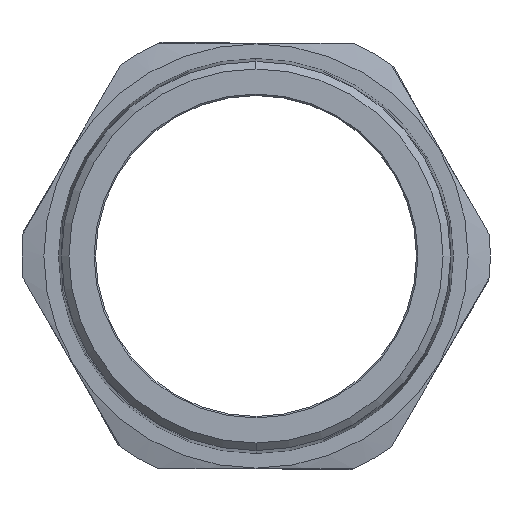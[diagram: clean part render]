
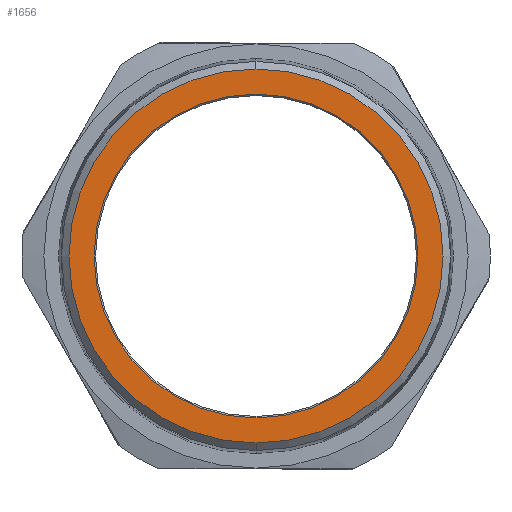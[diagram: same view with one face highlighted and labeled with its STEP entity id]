
A CAD part, left-side view. The second image highlights one B-rep face of the part: STEP entity #1656.
In plain terms, the highlighted planar face has unit normal (-1, 0, 0).
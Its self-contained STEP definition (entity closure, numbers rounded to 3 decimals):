
#103 = VERTEX_POINT ( 'NONE', #2926 ) ;
#339 = AXIS2_PLACEMENT_3D ( 'NONE', #1935, #2997, #4424 ) ;
#421 = DIRECTION ( 'NONE',  ( -1., 0., 0. ) ) ;
#461 = EDGE_CURVE ( 'NONE', #1835, #103, #3306, .T. ) ;
#732 = DIRECTION ( 'NONE',  ( 1., 0., 0. ) ) ;
#739 = ORIENTED_EDGE ( 'NONE', *, *, #461, .T. ) ;
#741 = DIRECTION ( 'NONE',  ( 1., 0., 0. ) ) ;
#754 = VERTEX_POINT ( 'NONE', #1865 ) ;
#784 = DIRECTION ( 'NONE',  ( 0., 0., -1. ) ) ;
#1050 = AXIS2_PLACEMENT_3D ( 'NONE', #3575, #741, #2851 ) ;
#1129 = DIRECTION ( 'NONE',  ( 1., 0., 0. ) ) ;
#1447 = EDGE_CURVE ( 'NONE', #754, #2511, #2301, .T. ) ;
#1572 = AXIS2_PLACEMENT_3D ( 'NONE', #2563, #1129, #784 ) ;
#1585 = FACE_BOUND ( 'NONE', #3820, .T. ) ;
#1656 = ADVANCED_FACE ( 'NONE', ( #3592, #1585 ), #3446, .F. ) ;
#1773 = ORIENTED_EDGE ( 'NONE', *, *, #1447, .T. ) ;
#1835 = VERTEX_POINT ( 'NONE', #2579 ) ;
#1865 = CARTESIAN_POINT ( 'NONE',  ( 0., 0., 67.018 ) ) ;
#1920 = EDGE_CURVE ( 'NONE', #2511, #754, #2128, .T. ) ;
#1935 = CARTESIAN_POINT ( 'NONE',  ( 0., 0., 0. ) ) ;
#2128 = CIRCLE ( 'NONE', #339, 67.018 ) ;
#2301 = CIRCLE ( 'NONE', #3900, 67.018 ) ;
#2364 = CARTESIAN_POINT ( 'NONE',  ( 0., 0., -67.018 ) ) ;
#2389 = AXIS2_PLACEMENT_3D ( 'NONE', #3847, #732, #3918 ) ;
#2502 = CARTESIAN_POINT ( 'NONE',  ( 0., 0., 0. ) ) ;
#2511 = VERTEX_POINT ( 'NONE', #2364 ) ;
#2563 = CARTESIAN_POINT ( 'NONE',  ( 0., 0., 0. ) ) ;
#2579 = CARTESIAN_POINT ( 'NONE',  ( 0., 0., 58. ) ) ;
#2619 = CIRCLE ( 'NONE', #1050, 58. ) ;
#2851 = DIRECTION ( 'NONE',  ( 0., 0., -1. ) ) ;
#2926 = CARTESIAN_POINT ( 'NONE',  ( 0., 0., -58. ) ) ;
#2996 = ORIENTED_EDGE ( 'NONE', *, *, #1920, .T. ) ;
#2997 = DIRECTION ( 'NONE',  ( -1., 0., 0. ) ) ;
#3306 = CIRCLE ( 'NONE', #1572, 58. ) ;
#3446 = PLANE ( 'NONE',  #2389 ) ;
#3465 = EDGE_LOOP ( 'NONE', ( #2996, #1773 ) ) ;
#3574 = DIRECTION ( 'NONE',  ( 0., 0., -1. ) ) ;
#3575 = CARTESIAN_POINT ( 'NONE',  ( 0., 0., 0. ) ) ;
#3592 = FACE_OUTER_BOUND ( 'NONE', #3465, .T. ) ;
#3820 = EDGE_LOOP ( 'NONE', ( #739, #4124 ) ) ;
#3847 = CARTESIAN_POINT ( 'NONE',  ( 0., 0., 0. ) ) ;
#3900 = AXIS2_PLACEMENT_3D ( 'NONE', #2502, #421, #3574 ) ;
#3918 = DIRECTION ( 'NONE',  ( 0., 0., -1. ) ) ;
#4124 = ORIENTED_EDGE ( 'NONE', *, *, #4385, .T. ) ;
#4385 = EDGE_CURVE ( 'NONE', #103, #1835, #2619, .T. ) ;
#4424 = DIRECTION ( 'NONE',  ( 0., 0., -1. ) ) ;
